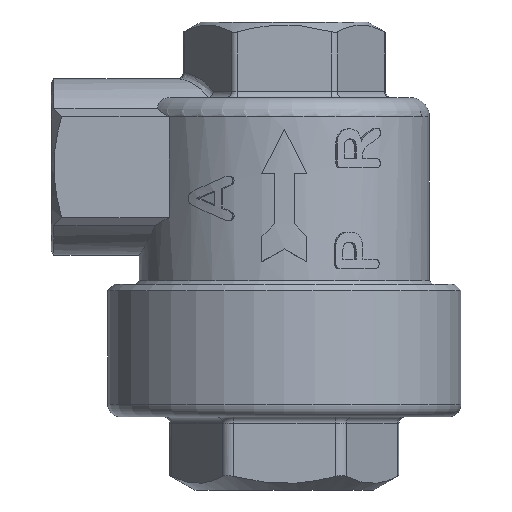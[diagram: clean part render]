
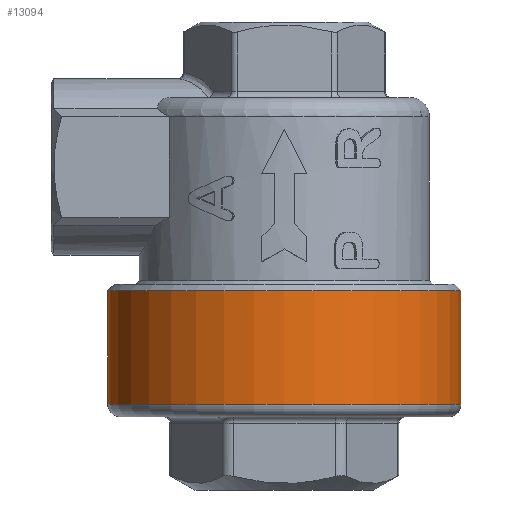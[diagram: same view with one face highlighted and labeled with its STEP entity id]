
A CAD part, front view. The second image highlights one B-rep face of the part: STEP entity #13094.
In plain terms, the highlighted cylindrical face has radius 14 mm (diameter 28 mm), a partial arc.
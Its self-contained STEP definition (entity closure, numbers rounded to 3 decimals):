
#57 = DIRECTION ( 'NONE',  ( -1., 0., 0. ) ) ;
#953 = CYLINDRICAL_SURFACE ( 'NONE', #9123, 14. ) ;
#2064 = EDGE_CURVE ( 'Defeature completata2_12+Defeature completata2_30+Defeature completata2_30+Defeature completata2_30', #7286, #4465, #7423, .T. ) ;
#2325 = CARTESIAN_POINT ( 'NONE',  ( 0., 0., 7.2 ) ) ;
#2442 = DIRECTION ( 'NONE',  ( 0., 0., 1. ) ) ;
#2669 = AXIS2_PLACEMENT_3D ( 'NONE', #2325, #10712, #3523 ) ;
#2742 = DIRECTION ( 'NONE',  ( 0., 0., 1. ) ) ;
#2823 = VERTEX_POINT ( 'NONE', #8182 ) ;
#3523 = DIRECTION ( 'NONE',  ( 1., 0., 0. ) ) ;
#4030 = ORIENTED_EDGE ( 'NONE', *, *, #2064, .T. ) ;
#4101 = CARTESIAN_POINT ( 'NONE',  ( 14., 0., -1.8 ) ) ;
#4465 = VERTEX_POINT ( 'NONE', #7475 ) ;
#4870 = CIRCLE ( 'NONE', #6650, 14. ) ;
#5055 = EDGE_CURVE ( 'NONE', #2823, #4465, #7357, .T. ) ;
#5481 = CARTESIAN_POINT ( 'NONE',  ( 14., 0., 7.2 ) ) ;
#6650 = AXIS2_PLACEMENT_3D ( 'NONE', #9943, #2742, #11138 ) ;
#7286 = VERTEX_POINT ( 'NONE', #5481 ) ;
#7357 = LINE ( 'NONE', #13115, #10152 ) ;
#7423 = CIRCLE ( 'NONE', #2669, 14. ) ;
#7475 = CARTESIAN_POINT ( 'NONE',  ( -14., 0., 7.2 ) ) ;
#7578 = ORIENTED_EDGE ( 'NONE', *, *, #10868, .T. ) ;
#7678 = FACE_OUTER_BOUND ( 'NONE', #8033, .T. ) ;
#8033 = EDGE_LOOP ( 'NONE', ( #7578, #13309, #4030, #12383 ) ) ;
#8179 = VERTEX_POINT ( 'NONE', #4101 ) ;
#8182 = CARTESIAN_POINT ( 'NONE',  ( -14., 0., -1.8 ) ) ;
#8234 = VECTOR ( 'NONE', #14739, 1000. ) ;
#8420 = CARTESIAN_POINT ( 'NONE',  ( 0., 0., 8.6 ) ) ;
#8743 = CARTESIAN_POINT ( 'NONE',  ( 14., 0., 8.6 ) ) ;
#9123 = AXIS2_PLACEMENT_3D ( 'NONE', #8420, #2442, #57 ) ;
#9943 = CARTESIAN_POINT ( 'NONE',  ( 0., 0., -1.8 ) ) ;
#10152 = VECTOR ( 'NONE', #15530, 1000. ) ;
#10376 = EDGE_CURVE ( 'NONE', #8179, #7286, #11418, .T. ) ;
#10712 = DIRECTION ( 'NONE',  ( 0., 0., -1. ) ) ;
#10868 = EDGE_CURVE ( 'Defeature completata2_12+Defeature completata2_14+Defeature completata2_14+Defeature completata2_14', #2823, #8179, #4870, .T. ) ;
#11138 = DIRECTION ( 'NONE',  ( 1., 0., 0. ) ) ;
#11418 = LINE ( 'NONE', #8743, #8234 ) ;
#12383 = ORIENTED_EDGE ( 'NONE', *, *, #5055, .F. ) ;
#13094 = ADVANCED_FACE ( 'Defeature completata2_12', ( #7678 ), #953, .T. ) ;
#13115 = CARTESIAN_POINT ( 'NONE',  ( -14., 0., 8.6 ) ) ;
#13309 = ORIENTED_EDGE ( 'NONE', *, *, #10376, .T. ) ;
#14739 = DIRECTION ( 'NONE',  ( 0., 0., 1. ) ) ;
#15530 = DIRECTION ( 'NONE',  ( 0., 0., 1. ) ) ;
